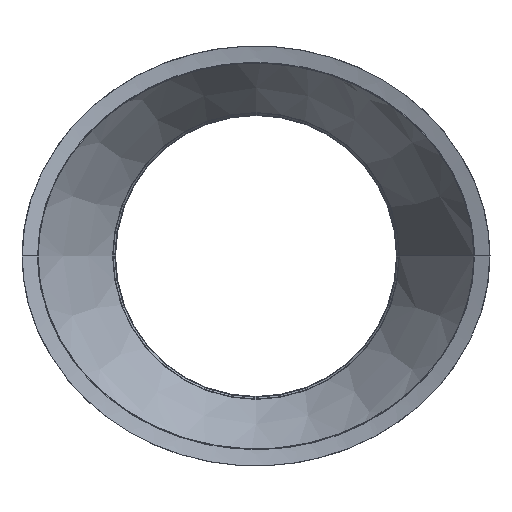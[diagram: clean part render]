
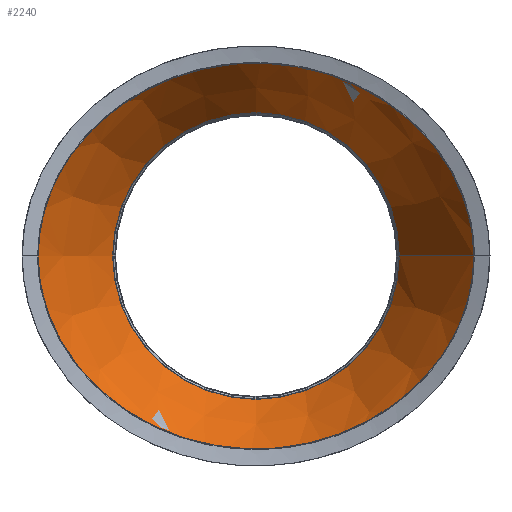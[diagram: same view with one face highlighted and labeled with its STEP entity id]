
A CAD part, front view. The second image highlights one B-rep face of the part: STEP entity #2240.
In plain terms, the highlighted conical face has half-angle 30 degrees and reference radius 124.084 mm.
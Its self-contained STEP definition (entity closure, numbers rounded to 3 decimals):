
#296=CARTESIAN_POINT('',(188.509,462.347,0.0));
#297=VERTEX_POINT('',#296);
#493=CARTESIAN_POINT('',(-188.509,462.347,0.0));
#494=VERTEX_POINT('',#493);
#495=CARTESIAN_POINT('',(-188.509,462.347,0.));
#496=CARTESIAN_POINT('',(-188.509,462.347,-10.622));
#497=CARTESIAN_POINT('',(-187.333,462.836,-21.15));
#498=CARTESIAN_POINT('',(-180.602,465.547,-51.382));
#499=CARTESIAN_POINT('',(-172.142,468.903,-69.918));
#500=CARTESIAN_POINT('',(-148.997,476.841,-103.275));
#501=CARTESIAN_POINT('',(-134.282,481.382,-117.89));
#502=CARTESIAN_POINT('',(-99.711,489.832,-142.611));
#503=CARTESIAN_POINT('',(-79.582,493.665,-152.338));
#504=CARTESIAN_POINT('',(-45.388,497.715,-162.393));
#505=CARTESIAN_POINT('',(-32.197,498.765,-164.907));
#506=CARTESIAN_POINT('',(-9.036,499.646,-167.018));
#507=CARTESIAN_POINT('',(0.799,499.729,-167.214));
#508=CARTESIAN_POINT('',(22.092,499.272,-166.122));
#509=CARTESIAN_POINT('',(33.481,498.625,-164.582));
#510=CARTESIAN_POINT('',(66.282,495.653,-157.326));
#511=CARTESIAN_POINT('',(86.89,492.318,-149.103));
#512=CARTESIAN_POINT('',(123.677,484.292,-126.762));
#513=CARTESIAN_POINT('',(139.901,479.658,-112.844));
#514=CARTESIAN_POINT('',(165.978,471.178,-80.62));
#515=CARTESIAN_POINT('',(175.979,467.351,-62.528));
#516=CARTESIAN_POINT('',(184.341,464.047,-35.3));
#517=CARTESIAN_POINT('',(186.057,463.35,-27.616));
#518=CARTESIAN_POINT('',(188.05,462.537,-13.239));
#519=CARTESIAN_POINT('',(188.509,462.347,-6.631));
#520=CARTESIAN_POINT('',(188.509,462.347,0.));
#521=B_SPLINE_CURVE_WITH_KNOTS('',3,(#495,#496,#497,#498,#499,#500,#501,#502,#503,#504,#505,#506,#507,#508,#509,#510,#511,#512,#513,#514,#515,#516,#517,#518,#519,#520),.UNSPECIFIED.,.F.,.U.,(4,2,2,2,2,2,2,2,2,2,2,2,4),(0.0,3.187,9.328,15.596,22.291,26.302,29.236,32.666,39.3,45.756,51.989,54.361,56.352),.UNSPECIFIED.);
#522=EDGE_CURVE('',#494,#297,#521,.T.);
#730=CARTESIAN_POINT('',(188.509,462.347,0.003));
#731=VERTEX_POINT('',#730);
#732=CARTESIAN_POINT('',(188.509,462.347,0.003));
#733=CARTESIAN_POINT('',(188.508,462.347,10.626));
#734=CARTESIAN_POINT('',(187.332,462.836,21.154));
#735=CARTESIAN_POINT('',(180.6,465.547,51.387));
#736=CARTESIAN_POINT('',(172.139,468.904,69.923));
#737=CARTESIAN_POINT('',(148.992,476.843,103.28));
#738=CARTESIAN_POINT('',(134.276,481.384,117.895));
#739=CARTESIAN_POINT('',(99.704,489.833,142.615));
#740=CARTESIAN_POINT('',(79.574,493.667,152.341));
#741=CARTESIAN_POINT('',(45.38,497.715,162.395));
#742=CARTESIAN_POINT('',(32.19,498.765,164.908));
#743=CARTESIAN_POINT('',(9.032,499.646,167.019));
#744=CARTESIAN_POINT('',(-0.804,499.729,167.214));
#745=CARTESIAN_POINT('',(-22.098,499.271,166.122));
#746=CARTESIAN_POINT('',(-33.487,498.625,164.581));
#747=CARTESIAN_POINT('',(-66.289,495.652,157.323));
#748=CARTESIAN_POINT('',(-86.896,492.316,149.1));
#749=CARTESIAN_POINT('',(-123.682,484.291,126.758));
#750=CARTESIAN_POINT('',(-139.905,479.656,112.839));
#751=CARTESIAN_POINT('',(-165.981,471.177,80.615));
#752=CARTESIAN_POINT('',(-175.981,467.35,62.523));
#753=CARTESIAN_POINT('',(-184.343,464.046,35.296));
#754=CARTESIAN_POINT('',(-186.057,463.35,27.613));
#755=CARTESIAN_POINT('',(-188.05,462.537,13.238));
#756=CARTESIAN_POINT('',(-188.509,462.347,6.631));
#757=CARTESIAN_POINT('',(-188.509,462.347,0.));
#758=B_SPLINE_CURVE_WITH_KNOTS('',3,(#732,#733,#734,#735,#736,#737,#738,#739,#740,#741,#742,#743,#744,#745,#746,#747,#748,#749,#750,#751,#752,#753,#754,#755,#756,#757),.UNSPECIFIED.,.F.,.U.,(4,2,2,2,2,2,2,2,2,2,2,2,4),(0.,3.187,9.328,15.597,22.292,26.302,29.236,32.666,39.3,45.756,51.989,54.361,56.351),.UNSPECIFIED.);
#759=EDGE_CURVE('',#731,#494,#758,.T.);
#2185=CARTESIAN_POINT('',(124.084,573.934,0.002));
#2186=VERTEX_POINT('',#2185);
#2187=CARTESIAN_POINT('',(124.084,573.934,0.002));
#2188=DIRECTION('',(0.5,-0.866,0.));
#2189=VECTOR('',#2188,128.849);
#2190=LINE('',#2187,#2189);
#2191=EDGE_CURVE('',#2186,#731,#2190,.T.);
#2215=CARTESIAN_POINT('',(0.0,573.934,0.0));
#2216=DIRECTION('',(0.0,-1.0,0.0));
#2217=DIRECTION('',(1.,0.0,0.));
#2218=AXIS2_PLACEMENT_3D('',#2215,#2216,#2217);
#2219=CONICAL_SURFACE('',#2218,124.084,30.);
#2220=ORIENTED_EDGE('',*,*,#522,.T.);
#2221=CARTESIAN_POINT('',(124.084,573.934,0.0));
#2222=VERTEX_POINT('',#2221);
#2223=CARTESIAN_POINT('',(124.084,573.934,0.0));
#2224=DIRECTION('',(0.5,-0.866,0.0));
#2225=VECTOR('',#2224,128.849);
#2226=LINE('',#2223,#2225);
#2227=EDGE_CURVE('',#2222,#297,#2226,.T.);
#2228=ORIENTED_EDGE('',*,*,#2227,.F.);
#2229=CARTESIAN_POINT('',(0.0,573.934,0.0));
#2230=DIRECTION('',(0.0,1.0,0.0));
#2231=DIRECTION('',(1.0,0.0,0.0));
#2232=AXIS2_PLACEMENT_3D('',#2229,#2230,#2231);
#2233=CIRCLE('',#2232,124.084);
#2234=EDGE_CURVE('',#2222,#2186,#2233,.T.);
#2235=ORIENTED_EDGE('',*,*,#2234,.T.);
#2236=ORIENTED_EDGE('',*,*,#2191,.T.);
#2237=ORIENTED_EDGE('',*,*,#759,.T.);
#2238=EDGE_LOOP('',(#2220,#2228,#2235,#2236,#2237));
#2239=FACE_OUTER_BOUND('',#2238,.T.);
#2240=ADVANCED_FACE('',(#2239),#2219,.F.);
